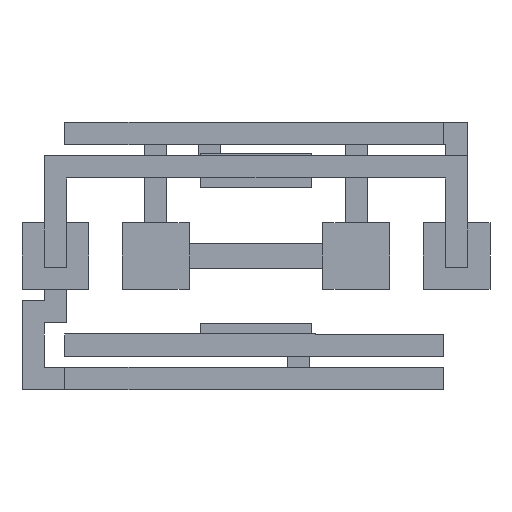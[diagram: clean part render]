
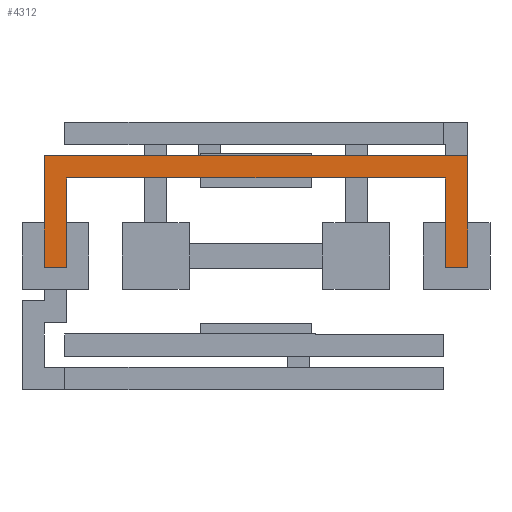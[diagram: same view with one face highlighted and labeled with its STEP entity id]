
A CAD part, left-side view. The second image highlights one B-rep face of the part: STEP entity #4312.
In plain terms, the highlighted planar face has unit normal (-1, 0, 0).
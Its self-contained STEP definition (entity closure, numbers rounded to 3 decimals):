
#86=FACE_OUTER_BOUND('',#316,.T.);
#316=EDGE_LOOP('',(#2999,#3000,#3001,#3002,#3003,#3004,#3005,#3006));
#595=LINE('',#6050,#1219);
#598=LINE('',#6055,#1222);
#606=LINE('',#6070,#1230);
#607=LINE('',#6074,#1231);
#608=LINE('',#6075,#1232);
#609=LINE('',#6077,#1233);
#610=LINE('',#6079,#1234);
#611=LINE('',#6080,#1235);
#1219=VECTOR('',#4943,10.);
#1222=VECTOR('',#4948,10.);
#1230=VECTOR('',#4960,10.);
#1231=VECTOR('',#4963,10.);
#1232=VECTOR('',#4964,10.);
#1233=VECTOR('',#4965,10.);
#1234=VECTOR('',#4966,10.);
#1235=VECTOR('',#4967,10.);
#1811=VERTEX_POINT('',#6048);
#1812=VERTEX_POINT('',#6049);
#1813=VERTEX_POINT('',#6054);
#1818=VERTEX_POINT('',#6068);
#1819=VERTEX_POINT('',#6072);
#1820=VERTEX_POINT('',#6073);
#1821=VERTEX_POINT('',#6076);
#1822=VERTEX_POINT('',#6078);
#2259=EDGE_CURVE('',#1811,#1812,#595,.T.);
#2262=EDGE_CURVE('',#1813,#1811,#598,.T.);
#2270=EDGE_CURVE('',#1812,#1818,#606,.T.);
#2271=EDGE_CURVE('',#1819,#1820,#607,.T.);
#2272=EDGE_CURVE('',#1820,#1813,#608,.T.);
#2273=EDGE_CURVE('',#1818,#1821,#609,.T.);
#2274=EDGE_CURVE('',#1821,#1822,#610,.T.);
#2275=EDGE_CURVE('',#1822,#1819,#611,.T.);
#2999=ORIENTED_EDGE('',*,*,#2271,.T.);
#3000=ORIENTED_EDGE('',*,*,#2272,.T.);
#3001=ORIENTED_EDGE('',*,*,#2262,.T.);
#3002=ORIENTED_EDGE('',*,*,#2259,.T.);
#3003=ORIENTED_EDGE('',*,*,#2270,.T.);
#3004=ORIENTED_EDGE('',*,*,#2273,.T.);
#3005=ORIENTED_EDGE('',*,*,#2274,.T.);
#3006=ORIENTED_EDGE('',*,*,#2275,.T.);
#4082=PLANE('',#4566);
#4312=ADVANCED_FACE('',(#86),#4082,.F.);
#4566=AXIS2_PLACEMENT_3D('',#6071,#4961,#4962);
#4943=DIRECTION('',(0.,-1.,0.));
#4948=DIRECTION('',(0.,0.,-1.));
#4960=DIRECTION('',(0.,0.,1.));
#4961=DIRECTION('center_axis',(1.,0.,0.));
#4962=DIRECTION('ref_axis',(0.,0.,-1.));
#4963=DIRECTION('',(0.,0.,1.));
#4964=DIRECTION('',(0.,1.,0.));
#4965=DIRECTION('',(0.,-1.,0.));
#4966=DIRECTION('',(0.,0.,-1.));
#4967=DIRECTION('',(0.,-1.,0.));
#6048=CARTESIAN_POINT('',(-55.,19.,-1.));
#6049=CARTESIAN_POINT('',(-55.,17.,-1.));
#6050=CARTESIAN_POINT('',(-55.,9.,-1.));
#6054=CARTESIAN_POINT('',(-55.,19.,9.));
#6055=CARTESIAN_POINT('',(-55.,19.,3.6));
#6068=CARTESIAN_POINT('',(-55.,17.,7.));
#6070=CARTESIAN_POINT('',(-55.,17.,2.875));
#6071=CARTESIAN_POINT('Origin',(-55.,0.,4.));
#6072=CARTESIAN_POINT('',(-55.,-19.,-1.));
#6073=CARTESIAN_POINT('',(-55.,-19.,9.));
#6074=CARTESIAN_POINT('',(-55.,-19.,3.6));
#6075=CARTESIAN_POINT('',(-55.,0.,9.));
#6076=CARTESIAN_POINT('',(-55.,-17.,7.));
#6077=CARTESIAN_POINT('',(-55.,0.,7.));
#6078=CARTESIAN_POINT('',(-55.,-17.,-1.));
#6079=CARTESIAN_POINT('',(-55.,-17.,2.875));
#6080=CARTESIAN_POINT('',(-55.,-9.,-1.));
